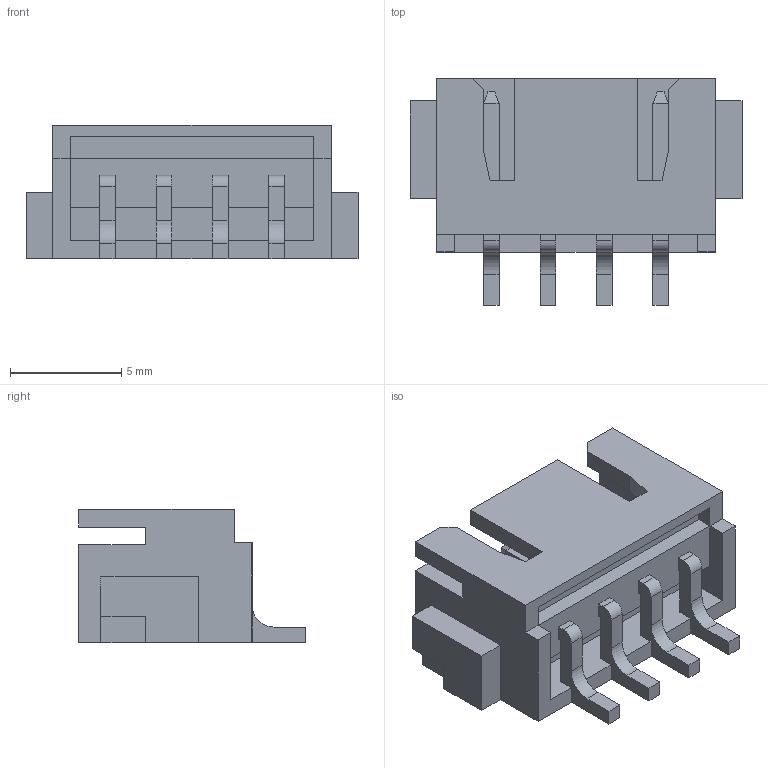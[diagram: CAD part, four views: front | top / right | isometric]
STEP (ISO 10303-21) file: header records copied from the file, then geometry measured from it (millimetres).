
FILE_DESCRIPTION(/* description */ (''),/* implementation_level */ '2;1');
FILE_NAME(/* name */ '4p 2.54贴片.stp',/* time_stamp */ '2017-12-04T10:50:40+08:00',/* author */ (''),/* organization */ (''),/* preprocessor_version */ 'ST-DEVELOPER v16',/* originating_system */ 'SIEMENS PLM Software NX 10.0',/* authorisation */ '');
FILE_SCHEMA (('AUTOMOTIVE_DESIGN { 1 0 10303 214 3 1 1 1 }'));
Length unit declared in the file: millimetre
Products named in the file (1): 4p 2.54贴片
Bounding box: 14.94 x 10.2 x 6 mm (x, y, z)
Volume: 304.5 mm3; surface area: 807.7 mm2
Topology: 3 solids, 3 shells, 154 faces, 422 edges, 274 vertices
Faces by surface type: plane 146, cylinder 8
Entity records: 5377 total; most frequent: CARTESIAN_POINT 851, ORIENTED_EDGE 844, DIRECTION 748, EDGE_CURVE 422, LINE 406, VECTOR 406, VERTEX_POINT 274, AXIS2_PLACEMENT_3D 171
